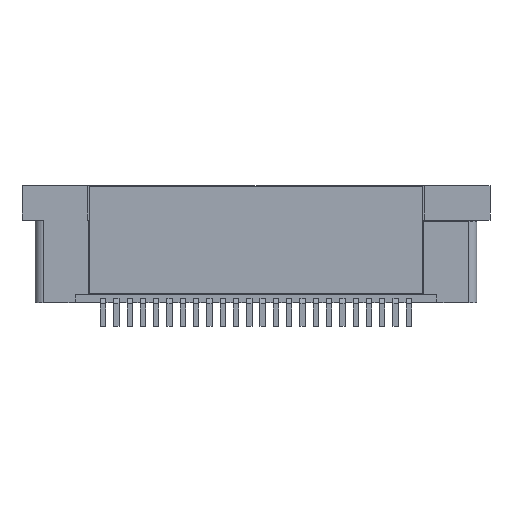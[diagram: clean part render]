
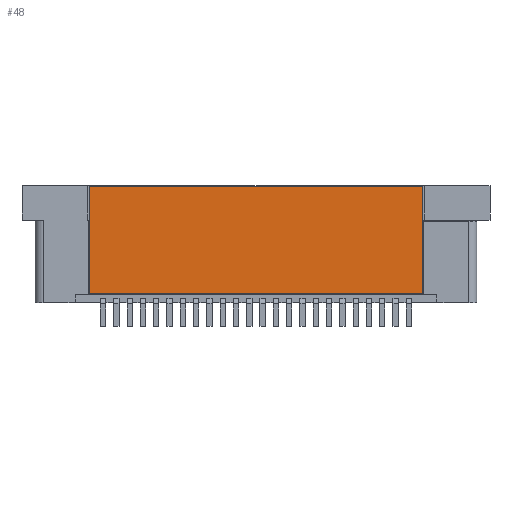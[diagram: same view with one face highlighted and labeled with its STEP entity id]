
A CAD part, front view. The second image highlights one B-rep face of the part: STEP entity #48.
In plain terms, the highlighted planar face has unit normal (0, -1, 0).
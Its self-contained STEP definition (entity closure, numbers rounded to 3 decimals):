
#48=ADVANCED_FACE('',(#964),#965,.F.);
#964=FACE_OUTER_BOUND('',#2810,.T.);
#965=PLANE('',#2811);
#2810=EDGE_LOOP('',(#4666,#4667,#4668,#4669));
#2811=AXIS2_PLACEMENT_3D('',#4670,#4671,#4672);
#4666=ORIENTED_EDGE('',*,*,#12545,.F.);
#4667=ORIENTED_EDGE('',*,*,#12546,.F.);
#4668=ORIENTED_EDGE('',*,*,#12547,.F.);
#4669=ORIENTED_EDGE('',*,*,#12548,.T.);
#4670=CARTESIAN_POINT('',(0.0,-1.0,0.0));
#4671=DIRECTION('',(-0.0,1.0,0.0));
#4672=DIRECTION('',(1.0,0.0,0.0));
#12545=EDGE_CURVE('',#15126,#15127,#15128,.T.);
#12546=EDGE_CURVE('',#15129,#15126,#15130,.T.);
#12547=EDGE_CURVE('',#15131,#15129,#15132,.T.);
#12548=EDGE_CURVE('',#15131,#15127,#15133,.T.);
#15126=VERTEX_POINT('',#19385);
#15127=VERTEX_POINT('',#19386);
#15128=LINE('',#19387,#19388);
#15129=VERTEX_POINT('',#19389);
#15130=LINE('',#19390,#19391);
#15131=VERTEX_POINT('',#19392);
#15132=LINE('',#19393,#19394);
#15133=LINE('',#19395,#19396);
#19385=CARTESIAN_POINT('',(-6.27,-1.0,-0.03));
#19386=CARTESIAN_POINT('',(6.27,-1.0,-0.03));
#19387=CARTESIAN_POINT('',(-6.27,-1.0,-0.03));
#19388=VECTOR('',#25997,12.54);
#19389=CARTESIAN_POINT('',(-6.27,-1.0,-4.07));
#19390=CARTESIAN_POINT('',(-6.27,-1.0,-4.07));
#19391=VECTOR('',#25998,4.04);
#19392=CARTESIAN_POINT('',(6.27,-1.0,-4.07));
#19393=CARTESIAN_POINT('',(6.27,-1.0,-4.07));
#19394=VECTOR('',#25999,12.54);
#19395=CARTESIAN_POINT('',(6.27,-1.0,-4.07));
#19396=VECTOR('',#26000,4.04);
#25997=DIRECTION('',(1.0,0.0,0.0));
#25998=DIRECTION('',(0.0,0.0,1.0));
#25999=DIRECTION('',(-1.0,0.0,0.0));
#26000=DIRECTION('',(0.0,0.0,1.0));
